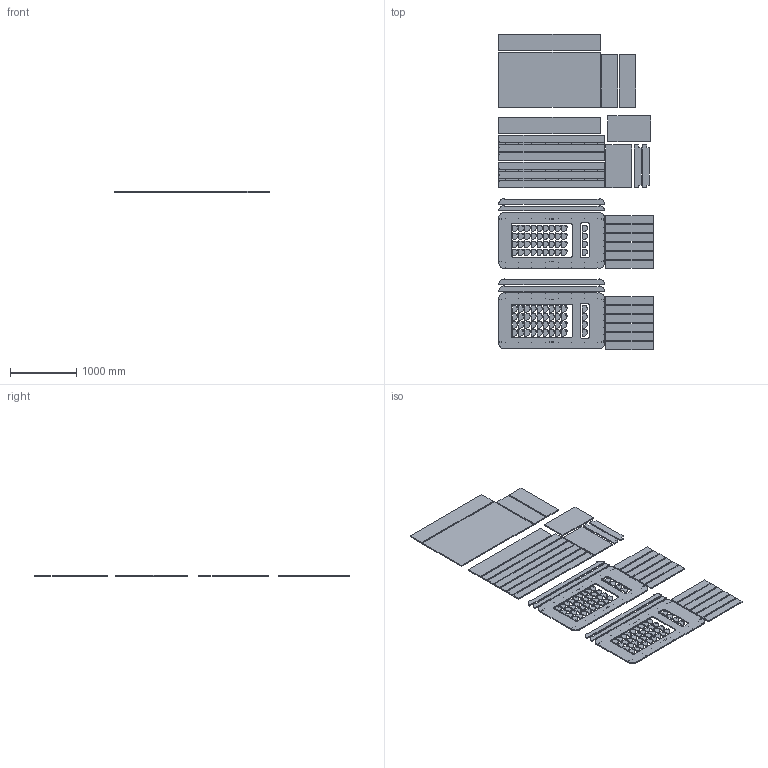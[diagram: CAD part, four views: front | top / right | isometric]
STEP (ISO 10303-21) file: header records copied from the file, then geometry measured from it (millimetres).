
FILE_DESCRIPTION(('CATIA V5 STEP Exchange'),'2;1');
FILE_NAME('SHEET STACK.stp','2024-04-10T13:01:59+00:00',('none'),('none'),'CATIA Version 5-6 Release 2015','CATIA V5 STEP AP203','none');
FILE_SCHEMA(('CONFIG_CONTROL_DESIGN'));
Length unit declared in the file: millimetre
Products named in the file (1): Product6
Assembly tree (102 placements, depth 2):
  Product6
    #57
    #250  x2
    #4385  x2
    #6044  x4
    #6988  x2
    #7202  x4
    #7574  x80
    #8908  x2
    #9083
    #9258  x2
    #9472  x2
Bounding box: 2337 x 4774 x 17 mm (x, y, z)
Volume: 136446535.6 mm3; surface area: 17852126.3 mm2
Topology: 101 solids, 101 shells, 1394 faces, 3559 edges, 2394 vertices
Faces by surface type: plane 906, cylinder 488
Entity records: 9663 total; most frequent: CARTESIAN_POINT 1659, DIRECTION 1515, ORIENTED_EDGE 1464, EDGE_CURVE 732, AXIS2_PLACEMENT_3D 678, VERTEX_POINT 488, VECTOR 455, LINE 455
